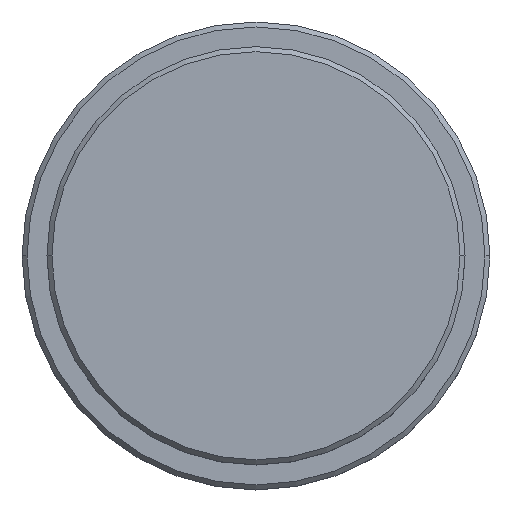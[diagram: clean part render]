
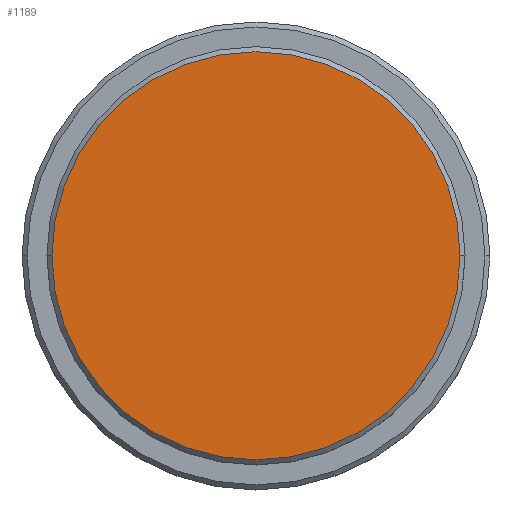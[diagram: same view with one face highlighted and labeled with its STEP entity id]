
A CAD part, top view. The second image highlights one B-rep face of the part: STEP entity #1189.
In plain terms, the highlighted planar face has unit normal (0, 0, 1).
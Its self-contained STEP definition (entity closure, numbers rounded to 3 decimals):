
#106 = DIRECTION ( 'NONE',  ( 0., 0., 1. ) ) ;
#140 = AXIS2_PLACEMENT_3D ( 'NONE', #899, #1130, #908 ) ;
#150 = EDGE_CURVE ( 'NONE', #1062, #636, #848, .T. ) ;
#153 = CARTESIAN_POINT ( 'NONE',  ( -20.5, 0., 0. ) ) ;
#169 = DIRECTION ( 'NONE',  ( 0., 0., 1. ) ) ;
#289 = EDGE_LOOP ( 'NONE', ( #642, #812 ) ) ;
#379 = FACE_OUTER_BOUND ( 'NONE', #289, .T. ) ;
#539 = DIRECTION ( 'NONE',  ( 1., 0., 0. ) ) ;
#606 = DIRECTION ( 'NONE',  ( 1., 0., 0. ) ) ;
#636 = VERTEX_POINT ( 'NONE', #1284 ) ;
#642 = ORIENTED_EDGE ( 'NONE', *, *, #150, .T. ) ;
#714 = PLANE ( 'NONE',  #1228 ) ;
#812 = ORIENTED_EDGE ( 'NONE', *, *, #1317, .T. ) ;
#848 = CIRCLE ( 'NONE', #140, 20.5 ) ;
#899 = CARTESIAN_POINT ( 'NONE',  ( 0., 0., 0. ) ) ;
#908 = DIRECTION ( 'NONE',  ( 1., 0., 0. ) ) ;
#1062 = VERTEX_POINT ( 'NONE', #153 ) ;
#1074 = CIRCLE ( 'NONE', #1230, 20.5 ) ;
#1130 = DIRECTION ( 'NONE',  ( 0., 0., 1. ) ) ;
#1157 = CARTESIAN_POINT ( 'NONE',  ( 0., 0., 0. ) ) ;
#1177 = CARTESIAN_POINT ( 'NONE',  ( 0., 0., 0. ) ) ;
#1189 = ADVANCED_FACE ( 'NONE', ( #379 ), #714, .T. ) ;
#1228 = AXIS2_PLACEMENT_3D ( 'NONE', #1157, #169, #606 ) ;
#1230 = AXIS2_PLACEMENT_3D ( 'NONE', #1177, #106, #539 ) ;
#1284 = CARTESIAN_POINT ( 'NONE',  ( 20.5, 0., 0. ) ) ;
#1317 = EDGE_CURVE ( 'NONE', #636, #1062, #1074, .T. ) ;
